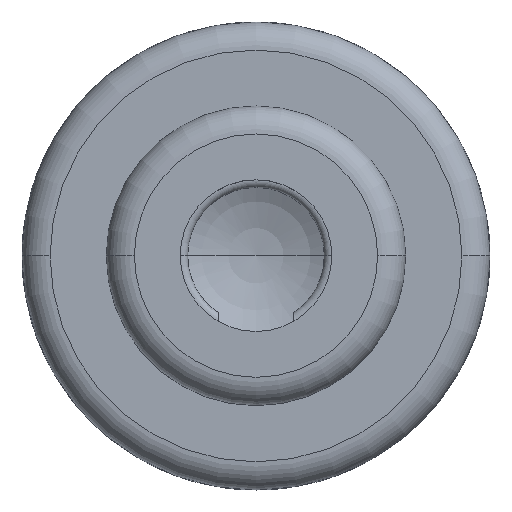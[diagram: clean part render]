
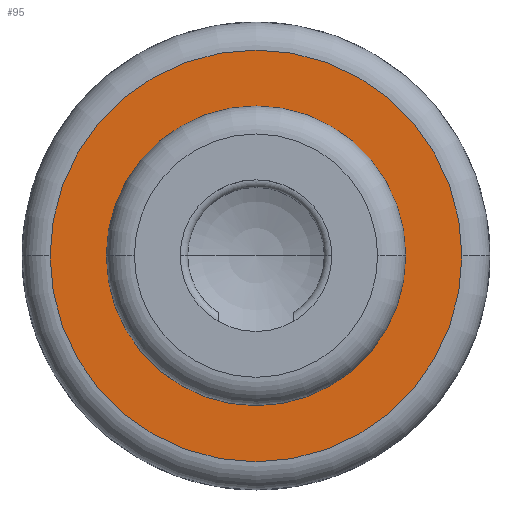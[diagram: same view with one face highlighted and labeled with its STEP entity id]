
A CAD part, top view. The second image highlights one B-rep face of the part: STEP entity #95.
In plain terms, the highlighted planar face has unit normal (0, 0, 1).
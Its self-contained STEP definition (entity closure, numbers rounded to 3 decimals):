
#95=ADVANCED_FACE('',(#235,#236),#237,.T.);
#235=FACE_BOUND('',#430,.T.);
#236=FACE_OUTER_BOUND('',#431,.T.);
#237=PLANE('',#432);
#430=EDGE_LOOP('',(#618,#619));
#431=EDGE_LOOP('',(#620,#621));
#432=AXIS2_PLACEMENT_3D('',#622,#623,#624);
#618=ORIENTED_EDGE('',*,*,#1089,.T.);
#619=ORIENTED_EDGE('',*,*,#1090,.T.);
#620=ORIENTED_EDGE('',*,*,#1091,.F.);
#621=ORIENTED_EDGE('',*,*,#1092,.F.);
#622=CARTESIAN_POINT('',(10.704,150.197,4.0));
#623=DIRECTION('',(0.0,0.0,1.0));
#624=DIRECTION('',(1.0,0.0,0.0));
#1089=EDGE_CURVE('',#1273,#1274,#1275,.T.);
#1090=EDGE_CURVE('',#1274,#1273,#1276,.T.);
#1091=EDGE_CURVE('',#1277,#1278,#1279,.T.);
#1092=EDGE_CURVE('',#1278,#1277,#1280,.T.);
#1273=VERTEX_POINT('',#1525);
#1274=VERTEX_POINT('',#1526);
#1275=CIRCLE('',#1527,8.0);
#1276=CIRCLE('',#1528,8.0);
#1277=VERTEX_POINT('',#1529);
#1278=VERTEX_POINT('',#1530);
#1279=CIRCLE('',#1531,11.0);
#1280=CIRCLE('',#1532,11.0);
#1525=CARTESIAN_POINT('',(18.704,150.197,4.0));
#1526=CARTESIAN_POINT('',(2.704,150.197,4.0));
#1527=AXIS2_PLACEMENT_3D('',#2077,#2078,#2079);
#1528=AXIS2_PLACEMENT_3D('',#2080,#2081,#2082);
#1529=CARTESIAN_POINT('',(21.704,150.197,4.0));
#1530=CARTESIAN_POINT('',(-0.296,150.197,4.0));
#1531=AXIS2_PLACEMENT_3D('',#2083,#2084,#2085);
#1532=AXIS2_PLACEMENT_3D('',#2086,#2087,#2088);
#2077=CARTESIAN_POINT('',(10.704,150.197,4.0));
#2078=DIRECTION('',(0.0,0.0,-1.0));
#2079=DIRECTION('',(1.0,0.0,0.0));
#2080=CARTESIAN_POINT('',(10.704,150.197,4.0));
#2081=DIRECTION('',(0.0,0.0,-1.0));
#2082=DIRECTION('',(1.0,0.0,0.0));
#2083=CARTESIAN_POINT('',(10.704,150.197,4.0));
#2084=DIRECTION('',(-0.0,0.0,-1.0));
#2085=DIRECTION('',(-1.0,0.,0.0));
#2086=CARTESIAN_POINT('',(10.704,150.197,4.0));
#2087=DIRECTION('',(-0.0,0.0,-1.0));
#2088=DIRECTION('',(-1.0,0.,0.0));
